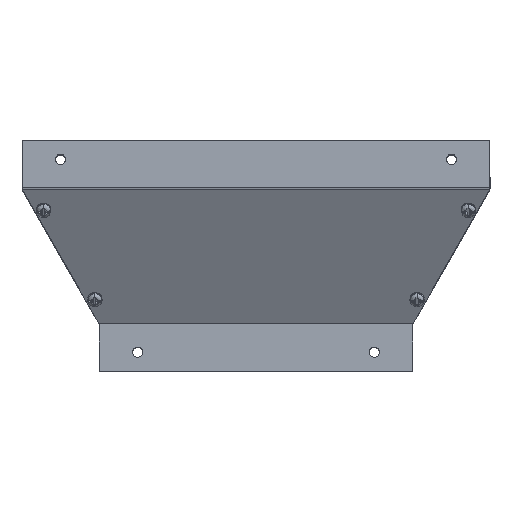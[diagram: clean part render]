
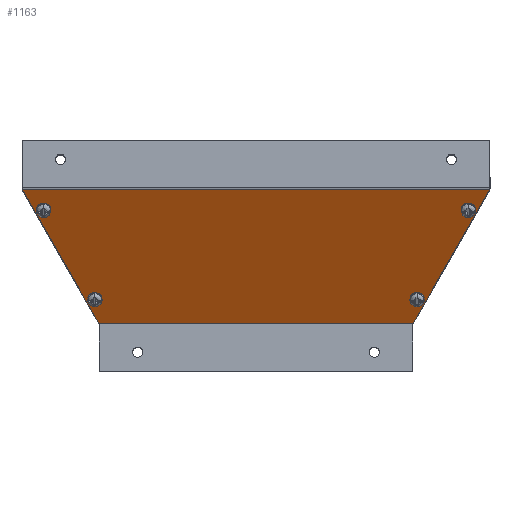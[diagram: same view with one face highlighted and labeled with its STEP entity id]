
A CAD part, top view. The second image highlights one B-rep face of the part: STEP entity #1163.
In plain terms, the highlighted planar face has unit normal (0, -0.497, 0.868).
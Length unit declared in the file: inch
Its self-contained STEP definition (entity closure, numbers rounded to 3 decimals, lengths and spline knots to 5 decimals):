
#20 = AXIS2_PLACEMENT_3D ( 'NONE', #8434, #3154, #7483 ) ;
#92 = CARTESIAN_POINT ( 'NONE',  ( -4.18217, -1.25778, 0.50341 ) ) ;
#229 = CARTESIAN_POINT ( 'NONE',  ( 0., 1.45426, 2.05787 ) ) ;
#267 = ORIENTED_EDGE ( 'NONE', *, *, #10698, .F. ) ;
#444 = DIRECTION ( 'NONE',  ( 1., 0., 0. ) ) ;
#463 = CARTESIAN_POINT ( 'NONE',  ( 5.50967, 0.84282, 1.70741 ) ) ;
#480 = EDGE_CURVE ( 'NONE', #9382, #5929, #5057, .T. ) ;
#654 = CIRCLE ( 'NONE', #2750, 0.125 ) ;
#679 = PLANE ( 'NONE',  #20 ) ;
#746 = EDGE_CURVE ( 'NONE', #2200, #7516, #13738, .T. ) ;
#901 = EDGE_LOOP ( 'NONE', ( #7079, #5915 ) ) ;
#1011 = VERTEX_POINT ( 'NONE', #6043 ) ;
#1160 = ORIENTED_EDGE ( 'NONE', *, *, #11720, .F. ) ;
#1163 = ADVANCED_FACE ( 'NONE', ( #4257, #13133, #14159, #1976, #6251 ), #679, .F. ) ;
#1369 = DIRECTION ( 'NONE',  ( 0., -0.497, 0.868 ) ) ;
#1376 = CIRCLE ( 'NONE', #5834, 0.125 ) ;
#1529 = EDGE_CURVE ( 'NONE', #1963, #13215, #3753, .T. ) ;
#1582 = CIRCLE ( 'NONE', #9766, 0.125 ) ;
#1726 = VECTOR ( 'NONE', #444, 39.37008 ) ;
#1770 = EDGE_CURVE ( 'NONE', #13215, #1963, #654, .T. ) ;
#1813 = CARTESIAN_POINT ( 'NONE',  ( -6.065, 1.45426, 2.05787 ) ) ;
#1861 = EDGE_LOOP ( 'NONE', ( #9403, #8713 ) ) ;
#1880 = CARTESIAN_POINT ( 'NONE',  ( -5.50967, 0.95127, 1.76957 ) ) ;
#1892 = CARTESIAN_POINT ( 'NONE',  ( -4.079, -2.00215, 0.07677 ) ) ;
#1924 = CARTESIAN_POINT ( 'NONE',  ( 5.50967, 1.05972, 1.83173 ) ) ;
#1945 = CARTESIAN_POINT ( 'NONE',  ( -4.18217, -1.36623, 0.44125 ) ) ;
#1963 = VERTEX_POINT ( 'NONE', #10234 ) ;
#1976 = FACE_BOUND ( 'NONE', #9912, .T. ) ;
#2111 = CARTESIAN_POINT ( 'NONE',  ( -5.50967, 1.05972, 1.83173 ) ) ;
#2200 = VERTEX_POINT ( 'NONE', #1924 ) ;
#2304 = CARTESIAN_POINT ( 'NONE',  ( 5.50967, 0.95127, 1.76957 ) ) ;
#2369 = EDGE_CURVE ( 'NONE', #5929, #3844, #9333, .T. ) ;
#2750 = AXIS2_PLACEMENT_3D ( 'NONE', #7820, #8847, #3509 ) ;
#3052 = DIRECTION ( 'NONE',  ( 0., -0.868, -0.497 ) ) ;
#3154 = DIRECTION ( 'NONE',  ( 0., 0.497, -0.868 ) ) ;
#3509 = DIRECTION ( 'NONE',  ( 0., -0.868, -0.497 ) ) ;
#3555 = DIRECTION ( 'NONE',  ( 0., -0.497, 0.868 ) ) ;
#3681 = VECTOR ( 'NONE', #8964, 39.37008 ) ;
#3753 = CIRCLE ( 'NONE', #11899, 0.125 ) ;
#3844 = VERTEX_POINT ( 'NONE', #1892 ) ;
#4029 = DIRECTION ( 'NONE',  ( 0., -0.868, -0.497 ) ) ;
#4176 = EDGE_CURVE ( 'NONE', #13057, #11905, #12492, .T. ) ;
#4257 = FACE_OUTER_BOUND ( 'NONE', #5447, .T. ) ;
#4510 = CARTESIAN_POINT ( 'NONE',  ( -4.079, -2.00215, 0.07677 ) ) ;
#4803 = DIRECTION ( 'NONE',  ( 0., -0.868, -0.497 ) ) ;
#5057 = LINE ( 'NONE', #8630, #13264 ) ;
#5447 = EDGE_LOOP ( 'NONE', ( #8241, #6171, #6070, #12394 ) ) ;
#5529 = EDGE_CURVE ( 'NONE', #7645, #9382, #10237, .T. ) ;
#5607 = LINE ( 'NONE', #4510, #3681 ) ;
#5834 = AXIS2_PLACEMENT_3D ( 'NONE', #2304, #3555, #4803 ) ;
#5915 = ORIENTED_EDGE ( 'NONE', *, *, #746, .F. ) ;
#5929 = VERTEX_POINT ( 'NONE', #10272 ) ;
#6043 = CARTESIAN_POINT ( 'NONE',  ( -4.18217, -1.47468, 0.37909 ) ) ;
#6047 = CARTESIAN_POINT ( 'NONE',  ( 0., -2.00215, 0.07677 ) ) ;
#6070 = ORIENTED_EDGE ( 'NONE', *, *, #480, .F. ) ;
#6171 = ORIENTED_EDGE ( 'NONE', *, *, #2369, .F. ) ;
#6251 = FACE_BOUND ( 'NONE', #14373, .T. ) ;
#6362 = CARTESIAN_POINT ( 'NONE',  ( 6.065, 1.45426, 2.05787 ) ) ;
#6368 = CARTESIAN_POINT ( 'NONE',  ( 4.18217, -1.36623, 0.44125 ) ) ;
#6649 = DIRECTION ( 'NONE',  ( 0., -0.497, 0.868 ) ) ;
#6793 = DIRECTION ( 'NONE',  ( 0., -0.868, -0.497 ) ) ;
#7079 = ORIENTED_EDGE ( 'NONE', *, *, #11074, .F. ) ;
#7140 = ORIENTED_EDGE ( 'NONE', *, *, #1529, .F. ) ;
#7475 = AXIS2_PLACEMENT_3D ( 'NONE', #12871, #9482, #11714 ) ;
#7483 = DIRECTION ( 'NONE',  ( 0., 0.868, 0.497 ) ) ;
#7516 = VERTEX_POINT ( 'NONE', #463 ) ;
#7645 = VERTEX_POINT ( 'NONE', #1813 ) ;
#7820 = CARTESIAN_POINT ( 'NONE',  ( -5.50967, 0.95127, 1.76957 ) ) ;
#7909 = CARTESIAN_POINT ( 'NONE',  ( -4.18217, -1.36623, 0.44125 ) ) ;
#8241 = ORIENTED_EDGE ( 'NONE', *, *, #12473, .F. ) ;
#8299 = ORIENTED_EDGE ( 'NONE', *, *, #1770, .F. ) ;
#8339 = AXIS2_PLACEMENT_3D ( 'NONE', #7909, #11398, #11326 ) ;
#8434 = CARTESIAN_POINT ( 'NONE',  ( 0., 2.55094, 2.68645 ) ) ;
#8630 = CARTESIAN_POINT ( 'NONE',  ( 6.065, 1.45426, 2.05787 ) ) ;
#8713 = ORIENTED_EDGE ( 'NONE', *, *, #9761, .F. ) ;
#8847 = DIRECTION ( 'NONE',  ( 0., -0.497, 0.868 ) ) ;
#8964 = DIRECTION ( 'NONE',  ( -0.446, 0.776, 0.445 ) ) ;
#9059 = AXIS2_PLACEMENT_3D ( 'NONE', #9061, #1369, #6793 ) ;
#9061 = CARTESIAN_POINT ( 'NONE',  ( 4.18217, -1.36623, 0.44125 ) ) ;
#9333 = LINE ( 'NONE', #6047, #10009 ) ;
#9382 = VERTEX_POINT ( 'NONE', #6362 ) ;
#9403 = ORIENTED_EDGE ( 'NONE', *, *, #4176, .F. ) ;
#9482 = DIRECTION ( 'NONE',  ( 0., -0.497, 0.868 ) ) ;
#9590 = DIRECTION ( 'NONE',  ( 0., -0.497, 0.868 ) ) ;
#9761 = EDGE_CURVE ( 'NONE', #11905, #13057, #9987, .T. ) ;
#9766 = AXIS2_PLACEMENT_3D ( 'NONE', #1945, #6649, #3052 ) ;
#9912 = EDGE_LOOP ( 'NONE', ( #7140, #8299 ) ) ;
#9951 = CIRCLE ( 'NONE', #8339, 0.125 ) ;
#9987 = CIRCLE ( 'NONE', #9059, 0.125 ) ;
#10009 = VECTOR ( 'NONE', #13597, 39.37008 ) ;
#10234 = CARTESIAN_POINT ( 'NONE',  ( -5.50967, 0.84282, 1.70741 ) ) ;
#10237 = LINE ( 'NONE', #229, #1726 ) ;
#10272 = CARTESIAN_POINT ( 'NONE',  ( 4.079, -2.00215, 0.07677 ) ) ;
#10406 = CARTESIAN_POINT ( 'NONE',  ( 4.18217, -1.47468, 0.37909 ) ) ;
#10698 = EDGE_CURVE ( 'NONE', #11800, #1011, #1582, .T. ) ;
#10953 = DIRECTION ( 'NONE',  ( 0., -0.497, 0.868 ) ) ;
#11074 = EDGE_CURVE ( 'NONE', #7516, #2200, #1376, .T. ) ;
#11326 = DIRECTION ( 'NONE',  ( 0., -0.868, -0.497 ) ) ;
#11398 = DIRECTION ( 'NONE',  ( 0., -0.497, 0.868 ) ) ;
#11714 = DIRECTION ( 'NONE',  ( 0., -0.868, -0.497 ) ) ;
#11720 = EDGE_CURVE ( 'NONE', #1011, #11800, #9951, .T. ) ;
#11800 = VERTEX_POINT ( 'NONE', #92 ) ;
#11899 = AXIS2_PLACEMENT_3D ( 'NONE', #1880, #9590, #4029 ) ;
#11905 = VERTEX_POINT ( 'NONE', #13330 ) ;
#12394 = ORIENTED_EDGE ( 'NONE', *, *, #5529, .F. ) ;
#12473 = EDGE_CURVE ( 'NONE', #3844, #7645, #5607, .T. ) ;
#12492 = CIRCLE ( 'NONE', #14336, 0.125 ) ;
#12871 = CARTESIAN_POINT ( 'NONE',  ( 5.50967, 0.95127, 1.76957 ) ) ;
#13045 = DIRECTION ( 'NONE',  ( -0.446, -0.776, -0.445 ) ) ;
#13057 = VERTEX_POINT ( 'NONE', #10406 ) ;
#13133 = FACE_BOUND ( 'NONE', #901, .T. ) ;
#13187 = DIRECTION ( 'NONE',  ( 0., -0.868, -0.497 ) ) ;
#13215 = VERTEX_POINT ( 'NONE', #2111 ) ;
#13264 = VECTOR ( 'NONE', #13045, 39.37008 ) ;
#13330 = CARTESIAN_POINT ( 'NONE',  ( 4.18217, -1.25778, 0.50341 ) ) ;
#13597 = DIRECTION ( 'NONE',  ( -1., 0., 0. ) ) ;
#13738 = CIRCLE ( 'NONE', #7475, 0.125 ) ;
#14159 = FACE_BOUND ( 'NONE', #1861, .T. ) ;
#14336 = AXIS2_PLACEMENT_3D ( 'NONE', #6368, #10953, #13187 ) ;
#14373 = EDGE_LOOP ( 'NONE', ( #1160, #267 ) ) ;
